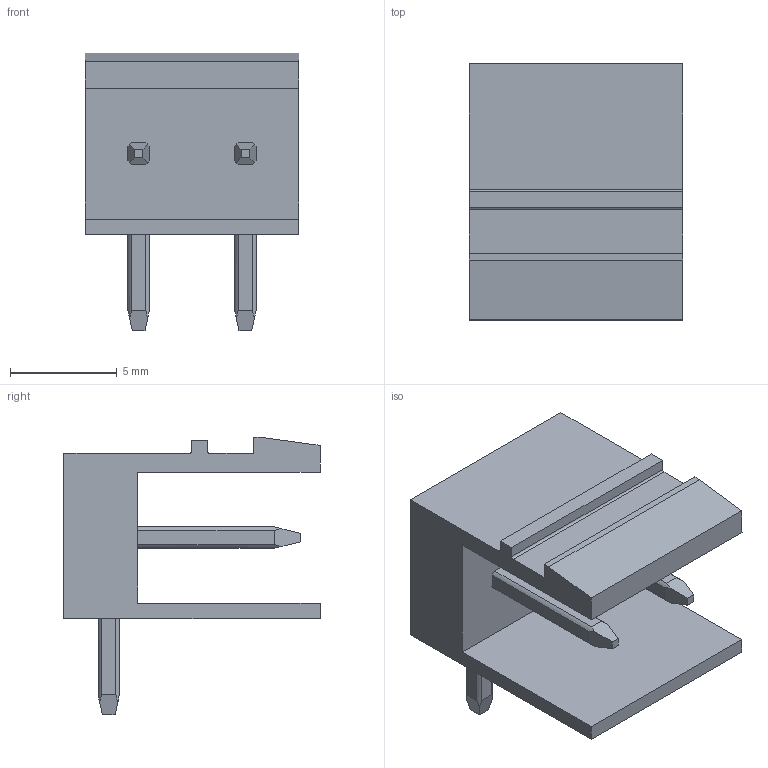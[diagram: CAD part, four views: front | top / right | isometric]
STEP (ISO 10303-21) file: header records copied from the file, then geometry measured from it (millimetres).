
FILE_DESCRIPTION(('CATIA V5 STEP Exchange','CAx-IF Rec.Pracs.--- Model Styling and Organization---1.4--- 2014-01-23'),'2;1');
FILE_NAME ('D1487374_0_1625990000_1625990000.stp','2021-05-17T08:48:56+00:00',('none'),('Weidmueller'),'CATIA Version 5-6 Release 2016 SP3 HF44','CATIA V5 STEP AP214','none');
FILE_SCHEMA(('AUTOMOTIVE_DESIGN { 1 0 10303 214 1 1 1 1 }'));
Length unit declared in the file: millimetre
Products named in the file (1): 1625990000
Bounding box: 10 x 12 x 13 mm (x, y, z)
Volume: 450.1 mm3; surface area: 831.4 mm2
Topology: 3 solids, 3 shells, 95 faces, 263 edges, 174 vertices
Faces by surface type: plane 61, cylinder 34
Entity records: 3103 total; most frequent: CARTESIAN_POINT 676, ORIENTED_EDGE 526, DIRECTION 379, EDGE_CURVE 263, VECTOR 195, LINE 195, VERTEX_POINT 174, AXIS2_PLACEMENT_3D 103
